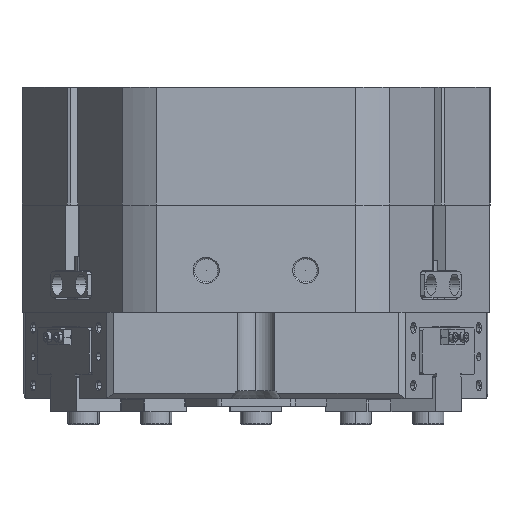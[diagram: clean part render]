
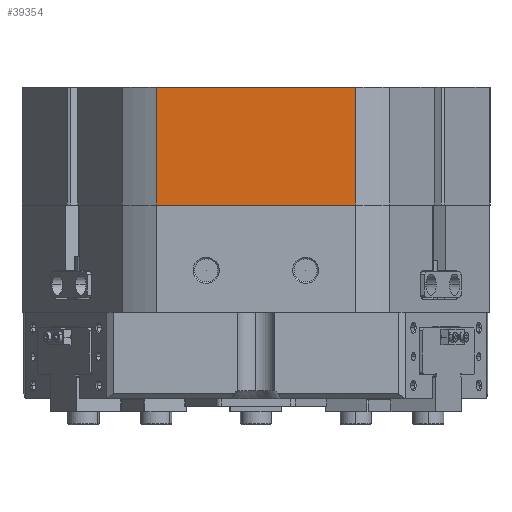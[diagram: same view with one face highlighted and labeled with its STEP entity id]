
A CAD part, left-side view. The second image highlights one B-rep face of the part: STEP entity #39354.
In plain terms, the highlighted face is planar.
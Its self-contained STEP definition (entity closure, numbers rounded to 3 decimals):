
#116 = ORIENTED_EDGE ( 'NONE', *, *, #43738, .F. ) ;
#642 = VERTEX_POINT ( 'NONE', #41922 ) ;
#747 = DIRECTION ( 'NONE',  ( 0., 0., 1. ) ) ;
#3290 = AXIS2_PLACEMENT_3D ( 'NONE', #42342, #41744, #24307 ) ;
#8660 = ORIENTED_EDGE ( 'NONE', *, *, #20049, .T. ) ;
#8924 = EDGE_CURVE ( 'NONE', #12799, #642, #24845, .T. ) ;
#10197 = PLANE ( 'NONE',  #3290 ) ;
#11123 = CARTESIAN_POINT ( 'NONE',  ( -38.069, 81., 45. ) ) ;
#12670 = LINE ( 'NONE', #11123, #31297 ) ;
#12799 = VERTEX_POINT ( 'NONE', #27730 ) ;
#14903 = FACE_OUTER_BOUND ( 'NONE', #42572, .T. ) ;
#18419 = DIRECTION ( 'NONE',  ( 0., 0., -1. ) ) ;
#18838 = VECTOR ( 'NONE', #18419, 1000. ) ;
#18901 = LINE ( 'NONE', #41730, #33721 ) ;
#20049 = EDGE_CURVE ( 'NONE', #642, #30688, #34393, .T. ) ;
#24307 = DIRECTION ( 'NONE',  ( 0., 0., -1. ) ) ;
#24845 = LINE ( 'NONE', #36042, #18838 ) ;
#27089 = EDGE_CURVE ( 'NONE', #30688, #30025, #12670, .T. ) ;
#27638 = DIRECTION ( 'NONE',  ( -1., 0., 0. ) ) ;
#27730 = CARTESIAN_POINT ( 'NONE',  ( 38.069, 81., 45. ) ) ;
#30025 = VERTEX_POINT ( 'NONE', #30266 ) ;
#30266 = CARTESIAN_POINT ( 'NONE',  ( -38.069, 81., 45. ) ) ;
#30688 = VERTEX_POINT ( 'NONE', #41663 ) ;
#31297 = VECTOR ( 'NONE', #747, 1000. ) ;
#33721 = VECTOR ( 'NONE', #37633, 1000. ) ;
#34393 = LINE ( 'NONE', #38045, #39294 ) ;
#35846 = ORIENTED_EDGE ( 'NONE', *, *, #8924, .T. ) ;
#36042 = CARTESIAN_POINT ( 'NONE',  ( 38.069, 81., 45. ) ) ;
#37633 = DIRECTION ( 'NONE',  ( -1., 0., 0. ) ) ;
#38045 = CARTESIAN_POINT ( 'NONE',  ( 49.215, 81., 0. ) ) ;
#38481 = ORIENTED_EDGE ( 'NONE', *, *, #27089, .T. ) ;
#39294 = VECTOR ( 'NONE', #27638, 1000. ) ;
#39354 = ADVANCED_FACE ( 'NONE', ( #14903 ), #10197, .F. ) ;
#41663 = CARTESIAN_POINT ( 'NONE',  ( -38.069, 81., 0. ) ) ;
#41730 = CARTESIAN_POINT ( 'NONE',  ( 49.215, 81., 45. ) ) ;
#41744 = DIRECTION ( 'NONE',  ( 0., -1., 0. ) ) ;
#41922 = CARTESIAN_POINT ( 'NONE',  ( 38.069, 81., 0. ) ) ;
#42342 = CARTESIAN_POINT ( 'NONE',  ( 49.215, 81., 45.001 ) ) ;
#42572 = EDGE_LOOP ( 'NONE', ( #38481, #116, #35846, #8660 ) ) ;
#43738 = EDGE_CURVE ( 'NONE', #12799, #30025, #18901, .T. ) ;
